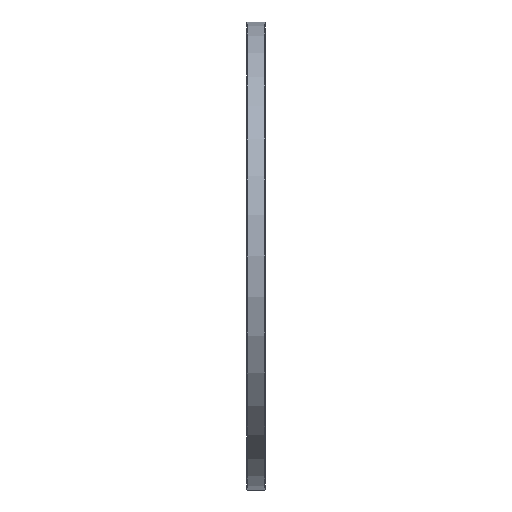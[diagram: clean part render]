
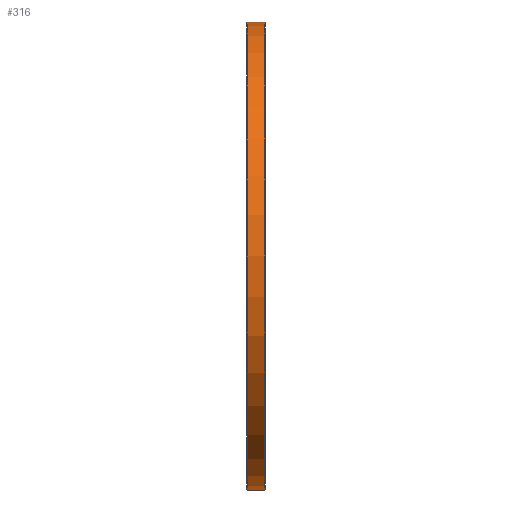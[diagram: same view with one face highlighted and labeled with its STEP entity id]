
A CAD part, left-side view. The second image highlights one B-rep face of the part: STEP entity #316.
In plain terms, the highlighted cylindrical face has radius 255 mm (diameter 510 mm), a partial arc.
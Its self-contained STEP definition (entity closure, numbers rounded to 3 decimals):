
#60 = CARTESIAN_POINT ( 'NONE',  ( 0., 20., 255. ) ) ;
#129 = CARTESIAN_POINT ( 'NONE',  ( 0., 19.6, -255. ) ) ;
#233 = CARTESIAN_POINT ( 'NONE',  ( 0., 0.4, -255. ) ) ;
#316 = ADVANCED_FACE ( 'NONE', ( #2297 ), #2188, .T. ) ;
#341 = EDGE_CURVE ( 'NONE', #909, #1331, #1528, .T. ) ;
#621 = CARTESIAN_POINT ( 'NONE',  ( 0., 20., -255. ) ) ;
#660 = DIRECTION ( 'NONE',  ( 0., -1., 0. ) ) ;
#694 = EDGE_CURVE ( 'NONE', #1331, #2752, #733, .T. ) ;
#733 = CIRCLE ( 'NONE', #2664, 255. ) ;
#909 = VERTEX_POINT ( 'NONE', #129 ) ;
#1005 = AXIS2_PLACEMENT_3D ( 'NONE', #1156, #1119, #1259 ) ;
#1117 = EDGE_CURVE ( 'NONE', #2863, #909, #1359, .T. ) ;
#1119 = DIRECTION ( 'NONE',  ( 0., -1., 0. ) ) ;
#1156 = CARTESIAN_POINT ( 'NONE',  ( 0., 20., 0. ) ) ;
#1259 = DIRECTION ( 'NONE',  ( 0., 0., -1. ) ) ;
#1331 = VERTEX_POINT ( 'NONE', #233 ) ;
#1341 = ORIENTED_EDGE ( 'NONE', *, *, #694, .T. ) ;
#1350 = ORIENTED_EDGE ( 'NONE', *, *, #341, .T. ) ;
#1359 = CIRCLE ( 'NONE', #3174, 255. ) ;
#1471 = VECTOR ( 'NONE', #1854, 1000. ) ;
#1528 = LINE ( 'NONE', #621, #1749 ) ;
#1563 = DIRECTION ( 'NONE',  ( 0., 0., 1. ) ) ;
#1570 = DIRECTION ( 'NONE',  ( 0., -1., 0. ) ) ;
#1607 = CARTESIAN_POINT ( 'NONE',  ( 0., 19.6, 0. ) ) ;
#1659 = EDGE_LOOP ( 'NONE', ( #1918, #1858, #1350, #1341 ) ) ;
#1749 = VECTOR ( 'NONE', #660, 1000. ) ;
#1854 = DIRECTION ( 'NONE',  ( 0., -1., 0. ) ) ;
#1858 = ORIENTED_EDGE ( 'NONE', *, *, #1117, .T. ) ;
#1918 = ORIENTED_EDGE ( 'NONE', *, *, #2757, .F. ) ;
#2188 = CYLINDRICAL_SURFACE ( 'NONE', #1005, 255. ) ;
#2216 = CARTESIAN_POINT ( 'NONE',  ( 0., 0.4, 255. ) ) ;
#2297 = FACE_OUTER_BOUND ( 'NONE', #1659, .T. ) ;
#2320 = CARTESIAN_POINT ( 'NONE',  ( 0., 0.4, 0. ) ) ;
#2348 = DIRECTION ( 'NONE',  ( 0., 0., 1. ) ) ;
#2358 = DIRECTION ( 'NONE',  ( 0., 1., 0. ) ) ;
#2664 = AXIS2_PLACEMENT_3D ( 'NONE', #2320, #2358, #2348 ) ;
#2752 = VERTEX_POINT ( 'NONE', #2216 ) ;
#2757 = EDGE_CURVE ( 'NONE', #2863, #2752, #2795, .T. ) ;
#2795 = LINE ( 'NONE', #60, #1471 ) ;
#2863 = VERTEX_POINT ( 'NONE', #2897 ) ;
#2897 = CARTESIAN_POINT ( 'NONE',  ( 0., 19.6, 255. ) ) ;
#3174 = AXIS2_PLACEMENT_3D ( 'NONE', #1607, #1570, #1563 ) ;
